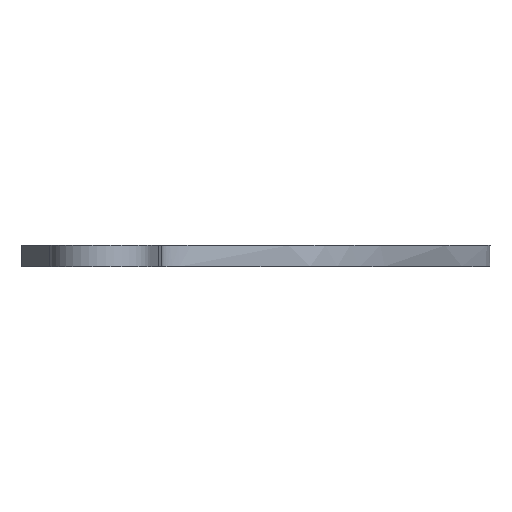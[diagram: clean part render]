
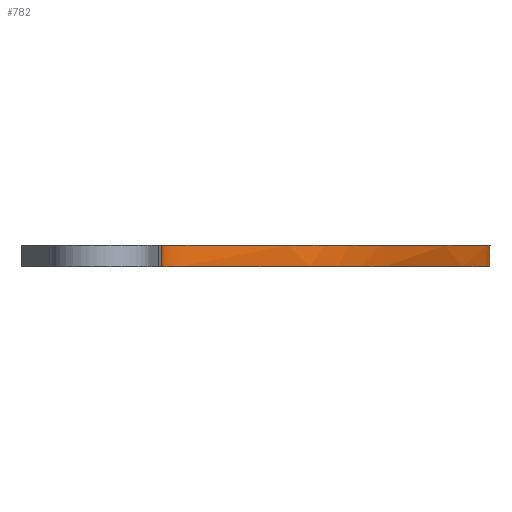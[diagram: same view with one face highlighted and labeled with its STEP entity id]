
A CAD part, left-side view. The second image highlights one B-rep face of the part: STEP entity #782.
In plain terms, the highlighted free-form (B-spline) face has degree [3, 1] with [12, 2] control points.
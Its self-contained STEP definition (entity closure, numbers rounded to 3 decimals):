
#64=B_SPLINE_SURFACE_WITH_KNOTS('',3,1,((#1663,#1664),(#1665,#1666),(#1667,
#1668),(#1669,#1670),(#1671,#1672),(#1673,#1674),(#1675,#1676),(#1677,#1678),
(#1679,#1680),(#1681,#1682),(#1683,#1684),(#1685,#1686)),.UNSPECIFIED.,
 .F.,.F.,.F.,(4,1,1,1,1,1,1,1,1,4),(2,2),(0.,1.917,3.834,
7.667,11.334,15.,16.212,17.423,
18.325,19.227),(0.,1.081),.UNSPECIFIED.);
#80=B_SPLINE_CURVE_WITH_KNOTS('',3,(#1357,#1358,#1359,#1360,#1361,#1362,
#1363,#1364,#1365,#1366,#1367),.UNSPECIFIED.,.F.,.F.,(4,1,1,1,1,1,1,1,4),
(-13.456,-13.343,-12.416,-11.488,
-8.68,-5.872,-2.936,-1.468,
0.),.UNSPECIFIED.);
#83=B_SPLINE_CURVE_WITH_KNOTS('',3,(#1431,#1432,#1433,#1434,#1435,#1436,
#1437,#1438,#1439,#1440,#1441),.UNSPECIFIED.,.F.,.F.,(4,1,1,1,1,1,1,1,4),
(-23.465,-21.126,-18.786,-14.107,
-9.633,-5.158,-3.679,-2.201,
-2.022),.UNSPECIFIED.);
#92=B_SPLINE_CURVE_WITH_KNOTS('',3,(#1581,#1582,#1583,#1584,#1585,#1586),
 .UNSPECIFIED.,.F.,.F.,(4,2,4),(-0.63,-0.315,0.),
 .UNSPECIFIED.);
#142=FACE_OUTER_BOUND('',#194,.T.);
#194=EDGE_LOOP('',(#707,#708,#709,#710));
#260=LINE('',#1687,#322);
#322=VECTOR('',#1005,10.);
#365=VERTEX_POINT('',#1354);
#366=VERTEX_POINT('',#1356);
#384=VERTEX_POINT('',#1428);
#385=VERTEX_POINT('',#1430);
#447=EDGE_CURVE('',#366,#365,#80,.T.);
#469=EDGE_CURVE('',#385,#384,#83,.T.);
#503=EDGE_CURVE('',#384,#366,#92,.T.);
#515=EDGE_CURVE('',#385,#365,#260,.T.);
#707=ORIENTED_EDGE('',*,*,#503,.T.);
#708=ORIENTED_EDGE('',*,*,#447,.T.);
#709=ORIENTED_EDGE('',*,*,#515,.F.);
#710=ORIENTED_EDGE('',*,*,#469,.T.);
#782=ADVANCED_FACE('',(#142),#64,.T.);
#1005=DIRECTION('',(0.,0.,-1.));
#1354=CARTESIAN_POINT('',(199.023,2.631,0.));
#1356=CARTESIAN_POINT('',(62.318,100.072,0.));
#1357=CARTESIAN_POINT('Ctrl Pts',(62.318,100.072,0.));
#1358=CARTESIAN_POINT('Ctrl Pts',(62.736,100.088,0.));
#1359=CARTESIAN_POINT('Ctrl Pts',(66.521,99.835,0.));
#1360=CARTESIAN_POINT('Ctrl Pts',(72.072,90.739,0.));
#1361=CARTESIAN_POINT('Ctrl Pts',(81.216,73.973,0.));
#1362=CARTESIAN_POINT('Ctrl Pts',(94.807,47.192,0.));
#1363=CARTESIAN_POINT('Ctrl Pts',(128.403,29.484,0.));
#1364=CARTESIAN_POINT('Ctrl Pts',(156.362,14.75,0.));
#1365=CARTESIAN_POINT('Ctrl Pts',(179.917,6.799,0.));
#1366=CARTESIAN_POINT('Ctrl Pts',(193.159,1.671,0.));
#1367=CARTESIAN_POINT('Ctrl Pts',(199.023,2.631,0.));
#1428=CARTESIAN_POINT('',(62.318,100.072,6.3));
#1430=CARTESIAN_POINT('',(199.023,2.631,6.3));
#1431=CARTESIAN_POINT('Ctrl Pts',(199.023,2.631,6.3));
#1432=CARTESIAN_POINT('Ctrl Pts',(193.159,1.671,6.3));
#1433=CARTESIAN_POINT('Ctrl Pts',(179.917,6.799,6.3));
#1434=CARTESIAN_POINT('Ctrl Pts',(156.362,14.75,6.3));
#1435=CARTESIAN_POINT('Ctrl Pts',(128.403,29.484,6.3));
#1436=CARTESIAN_POINT('Ctrl Pts',(94.807,47.192,6.3));
#1437=CARTESIAN_POINT('Ctrl Pts',(81.216,73.973,6.3));
#1438=CARTESIAN_POINT('Ctrl Pts',(72.072,90.739,6.3));
#1439=CARTESIAN_POINT('Ctrl Pts',(66.521,99.835,6.3));
#1440=CARTESIAN_POINT('Ctrl Pts',(62.736,100.088,6.3));
#1441=CARTESIAN_POINT('Ctrl Pts',(62.318,100.072,6.3));
#1581=CARTESIAN_POINT('Ctrl Pts',(62.318,100.072,6.3));
#1582=CARTESIAN_POINT('Ctrl Pts',(62.318,100.072,5.25));
#1583=CARTESIAN_POINT('Ctrl Pts',(62.318,100.072,4.2));
#1584=CARTESIAN_POINT('Ctrl Pts',(62.318,100.072,2.1));
#1585=CARTESIAN_POINT('Ctrl Pts',(62.318,100.072,1.05));
#1586=CARTESIAN_POINT('Ctrl Pts',(62.318,100.072,0.));
#1663=CARTESIAN_POINT('Ctrl Pts',(199.023,2.631,7.656));
#1664=CARTESIAN_POINT('Ctrl Pts',(199.023,2.631,-3.159));
#1665=CARTESIAN_POINT('Ctrl Pts',(193.159,1.671,7.656));
#1666=CARTESIAN_POINT('Ctrl Pts',(193.159,1.671,-3.159));
#1667=CARTESIAN_POINT('Ctrl Pts',(179.917,6.799,7.656));
#1668=CARTESIAN_POINT('Ctrl Pts',(179.917,6.799,-3.159));
#1669=CARTESIAN_POINT('Ctrl Pts',(156.362,14.75,7.656));
#1670=CARTESIAN_POINT('Ctrl Pts',(156.362,14.75,-3.159));
#1671=CARTESIAN_POINT('Ctrl Pts',(128.403,29.484,7.656));
#1672=CARTESIAN_POINT('Ctrl Pts',(128.403,29.484,-3.159));
#1673=CARTESIAN_POINT('Ctrl Pts',(94.807,47.192,7.656));
#1674=CARTESIAN_POINT('Ctrl Pts',(94.807,47.192,-3.159));
#1675=CARTESIAN_POINT('Ctrl Pts',(81.216,73.973,7.656));
#1676=CARTESIAN_POINT('Ctrl Pts',(81.216,73.973,-3.159));
#1677=CARTESIAN_POINT('Ctrl Pts',(72.072,90.739,7.656));
#1678=CARTESIAN_POINT('Ctrl Pts',(72.072,90.739,-3.159));
#1679=CARTESIAN_POINT('Ctrl Pts',(64.89,102.508,7.656));
#1680=CARTESIAN_POINT('Ctrl Pts',(64.89,102.508,-3.159));
#1681=CARTESIAN_POINT('Ctrl Pts',(55.439,97.45,7.656));
#1682=CARTESIAN_POINT('Ctrl Pts',(55.439,97.45,-3.159));
#1683=CARTESIAN_POINT('Ctrl Pts',(49.242,95.426,7.656));
#1684=CARTESIAN_POINT('Ctrl Pts',(49.242,95.426,-3.159));
#1685=CARTESIAN_POINT('Ctrl Pts',(47.018,93.894,7.656));
#1686=CARTESIAN_POINT('Ctrl Pts',(47.018,93.894,-3.159));
#1687=CARTESIAN_POINT('',(199.023,2.631,7.656));
